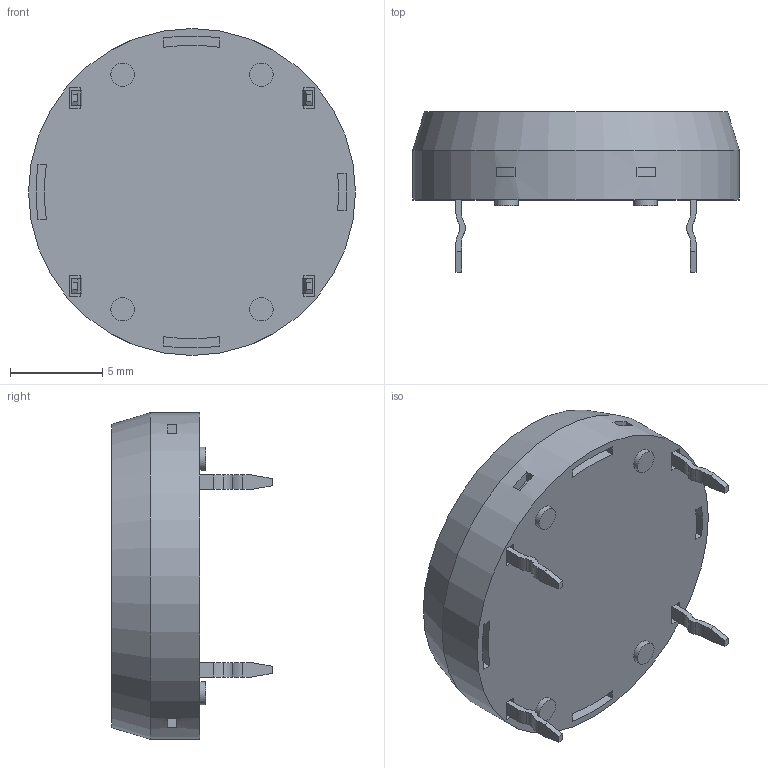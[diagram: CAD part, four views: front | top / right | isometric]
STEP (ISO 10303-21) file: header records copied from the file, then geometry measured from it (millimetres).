
FILE_DESCRIPTION(/* description */ ('STEP AP214'),/* implementation_level */ '2;1');
FILE_NAME(/* name */ 'JF15CP2C',/* time_stamp */ '2023-05-17T17:58:12+02:00',/* author */ ('License CC BY-ND 4.0'),/* organization */ ('CADENAS'),/* preprocessor_version */ 'ST-DEVELOPER v19.3',/* originating_system */ 'PARTsolutions',/* authorisation */ ' ');
FILE_SCHEMA (('AUTOMOTIVE_DESIGN {1 0 10303 214 3 1 1}'));
Length unit declared in the file: inch
Products named in the file (4): JF15CP2C; P-Straight_PCJF-terminal; C2C_; C2-body
Assembly tree (3 placements, depth 2):
  JF15CP2C
    P-Straight_PCJF-terminal
    C2C_
    C2-body
Bounding box: 17.7 x 8.69 x 17.7 mm (x, y, z)
Volume: 1181.7 mm3; surface area: 1640.3 mm2
Topology: 3 solids, 3 shells, 147 faces, 359 edges, 239 vertices
Faces by surface type: plane 99, cylinder 47, cone 1
Full cylindrical faces by diameter (mm): 1.27 x4, 13.995 x2, 17.704 x1
Entity records: 4393 total; most frequent: DIRECTION 756, CARTESIAN_POINT 741, ORIENTED_EDGE 702, EDGE_CURVE 351, AXIS2_PLACEMENT_3D 254, LINE 248, VECTOR 248, VERTEX_POINT 239
